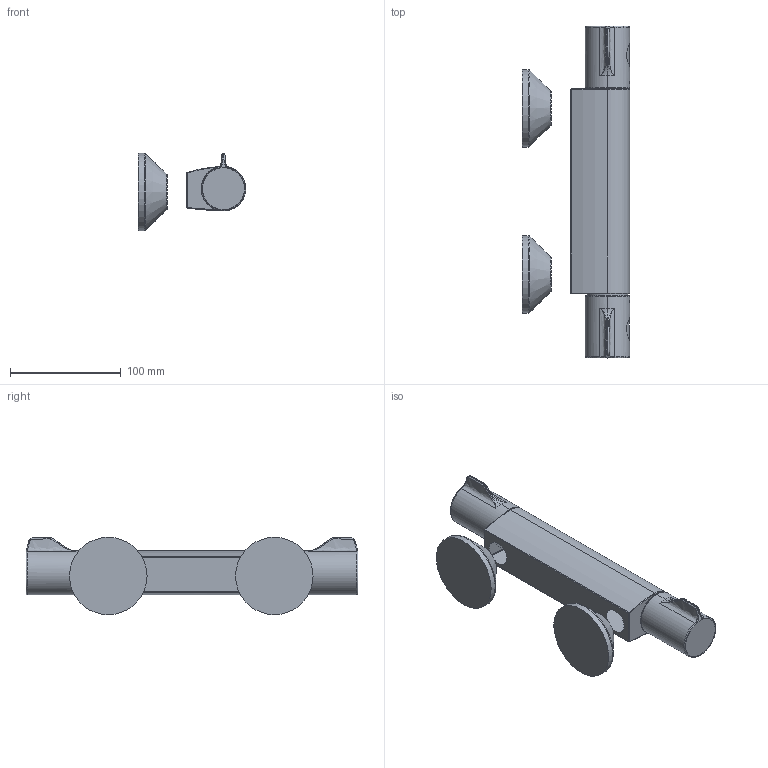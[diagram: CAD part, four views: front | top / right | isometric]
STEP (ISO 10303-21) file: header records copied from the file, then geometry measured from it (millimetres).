
FILE_DESCRIPTION(/* description */ ('Unknown'),/* implementation_level */ '2;1');
FILE_NAME(/* name */ '34558000',/* time_stamp */ '2022-08-26T09:28:13+02:00',/* author */ ('Unknown'),/* organization */ ('GROHE AG'),/* preprocessor_version */ 'ST-DEVELOPER v16.7',/* originating_system */ 'DEX',/* authorisation */ $);
FILE_SCHEMA (('AUTOMOTIVE_DESIGN {1 0 10303 214 3 1 1}'));
Length unit declared in the file: millimetre
Products named in the file (3): 34558000; id11; 65507038_GEH_THM_BR__SHOWER_01183804
Assembly tree (2 placements, depth 2):
  34558000
    id11
    65507038_GEH_THM_BR__SHOWER_01183804
Bounding box: 96.84 x 299.81 x 70 mm (x, y, z)
Volume: 273799.8 mm3; surface area: 110481.5 mm2
Topology: 5 solids, 5 shells, 105 faces, 252 edges, 151 vertices
Faces by surface type: cylinder 34, bspline 32, torus 15, plane 14, sphere 8, cone 2
Full cylindrical faces by diameter (mm): 36.57 x4, 37.882 x1, 70 x2
Entity records: 11503 total; most frequent: CARTESIAN_POINT 8797, ORIENTED_EDGE 426, DIRECTION 328, EDGE_CURVE 213, AXIS2_PLACEMENT_3D 153, VERTEX_POINT 140, EDGE_LOOP 139, FACE_BOUND 139
